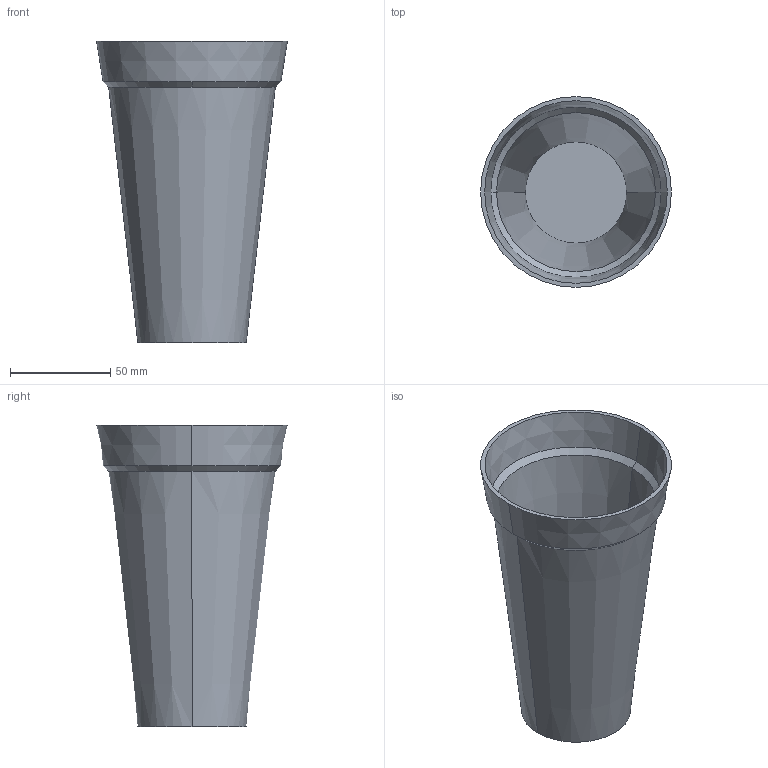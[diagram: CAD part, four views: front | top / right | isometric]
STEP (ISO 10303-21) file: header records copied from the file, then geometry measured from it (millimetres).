
FILE_DESCRIPTION (( 'STEP AP203' ), '1' );
FILE_NAME ('EJ_Gobelet.STEP', '2014-11-24T20:19:41', ( 'Quentin cesvet' ), ( '' ), 'SwSTEP 2.0', 'SolidWorks 2014', '' );
FILE_SCHEMA (( 'CONFIG_CONTROL_DESIGN' ));
Length unit declared in the file: millimetre
Products named in the file (1): EJ_Gobelet
Bounding box: 95 x 95 x 150 mm (x, y, z)
Volume: 70940 mm3; surface area: 71542.8 mm2
Topology: 1 solids, 1 shells, 15 faces, 32 edges, 20 vertices
Faces by surface type: cone 12, plane 3
Entity records: 491 total; most frequent: DIRECTION 84, CARTESIAN_POINT 68, ORIENTED_EDGE 64, AXIS2_PLACEMENT_3D 36, EDGE_CURVE 32, CIRCLE 20, VERTEX_POINT 20, EDGE_LOOP 16
